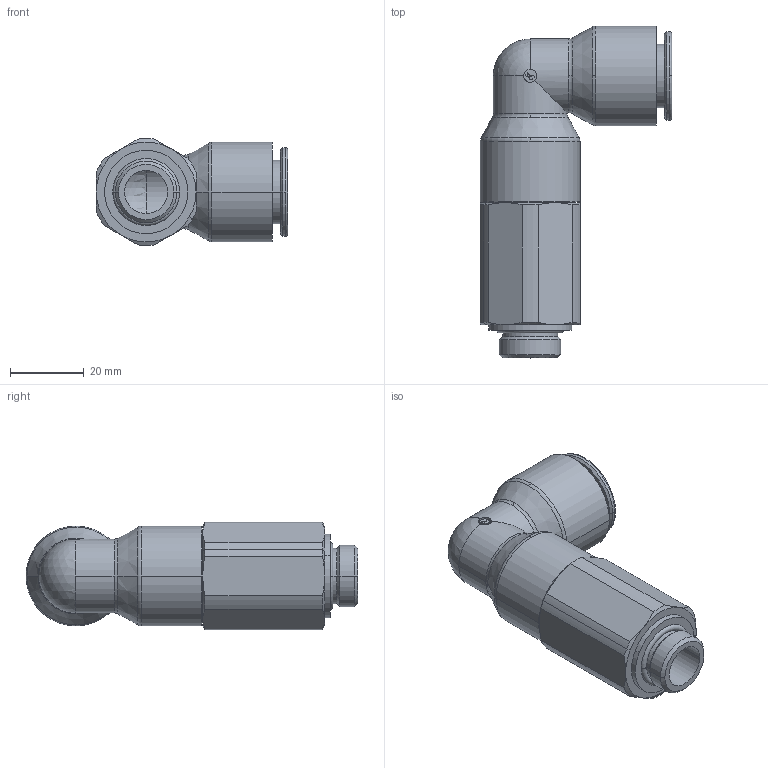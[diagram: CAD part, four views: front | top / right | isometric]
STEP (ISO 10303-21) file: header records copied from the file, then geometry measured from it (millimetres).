
FILE_DESCRIPTION(('STEP AP214'),'1');
FILE_NAME('3169_16_17.stp','2016-07-07T14:53:07',('TraceParts'),('TraceParts S.A.'),'Spatial InterOp 3D',' ',' ');
FILE_SCHEMA(('automotive_design'));
Length unit declared in the file: millimetre
Products named in the file (1): 1
Bounding box: 51.8 x 89.8 x 28.96 mm (x, y, z)
Volume: 33381.5 mm3; surface area: 16185.6 mm2
Topology: 1 solids, 1 shells, 119 faces, 297 edges, 184 vertices
Faces by surface type: cylinder 42, plane 32, cone 26, torus 12, sphere 7
Entity records: 3746 total; most frequent: CARTESIAN_POINT 905, DIRECTION 649, ORIENTED_EDGE 574, EDGE_CURVE 287, AXIS2_PLACEMENT_3D 274, VERTEX_POINT 182, CIRCLE 152, EDGE_LOOP 129
